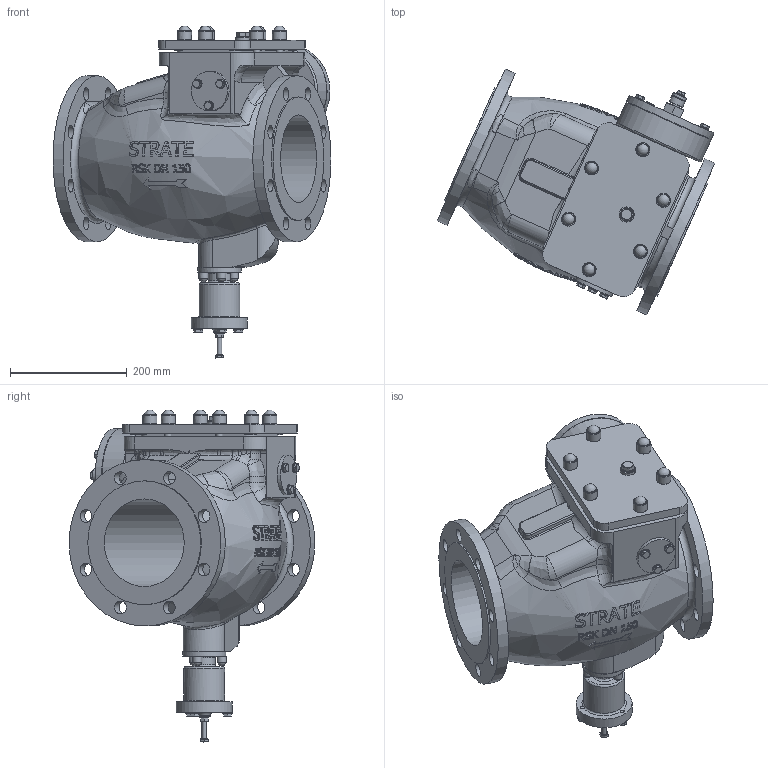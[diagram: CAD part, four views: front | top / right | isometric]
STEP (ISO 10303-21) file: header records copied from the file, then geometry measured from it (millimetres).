
FILE_DESCRIPTION(/* description */ (''),/* implementation_level */ '2;1');
FILE_NAME(/* name */ 'RSK DN 150 FTUD.stp',/* time_stamp */ '2019-07-04T10:34:14+02:00',/* author */ ('aunrein'),/* organization */ (''),/* preprocessor_version */ 'ST-DEVELOPER v16.13',/* originating_system */ 'Autodesk Inventor 2018',/* authorisation */ '');
FILE_SCHEMA (('AUTOMOTIVE_DESIGN { 1 0 10303 214 3 1 1 }'));
Length unit declared in the file: millimetre
Products named in the file (1): RSK DN 150 FTUD
Bounding box: 476.11 x 421.23 x 568.62 mm (x, y, z)
Volume: 20192387.4 mm3; surface area: 1007443.3 mm2
Topology: 1 solids, 2 shells, 1044 faces, 2661 edges, 1703 vertices
Faces by surface type: plane 482, bspline 271, cylinder 166, cone 88, torus 26, sphere 11
Full cylindrical faces by diameter (mm): 8 x4, 11.4 x7, 11.63 x4, 12 x4, 16 x15, 20 x1, 21.939 x1, 22 x16, 24 x6, 25 x1, 26 x1, 38 x1, 68 x1, 70 x1, 74 x1, 80 x1, 96 x1, 106 x1, 110 x1, 119.6 x1, 120.5 x1, 150 x1, 159 x2, 212 x2, 285 x2
Entity records: 38285 total; most frequent: CARTESIAN_POINT 14974, ORIENTED_EDGE 4946, DIRECTION 4504, EDGE_CURVE 2497, AXIS2_PLACEMENT_3D 1837, VERTEX_POINT 1660, EDGE_LOOP 1299, FACE_OUTER_BOUND 1044
